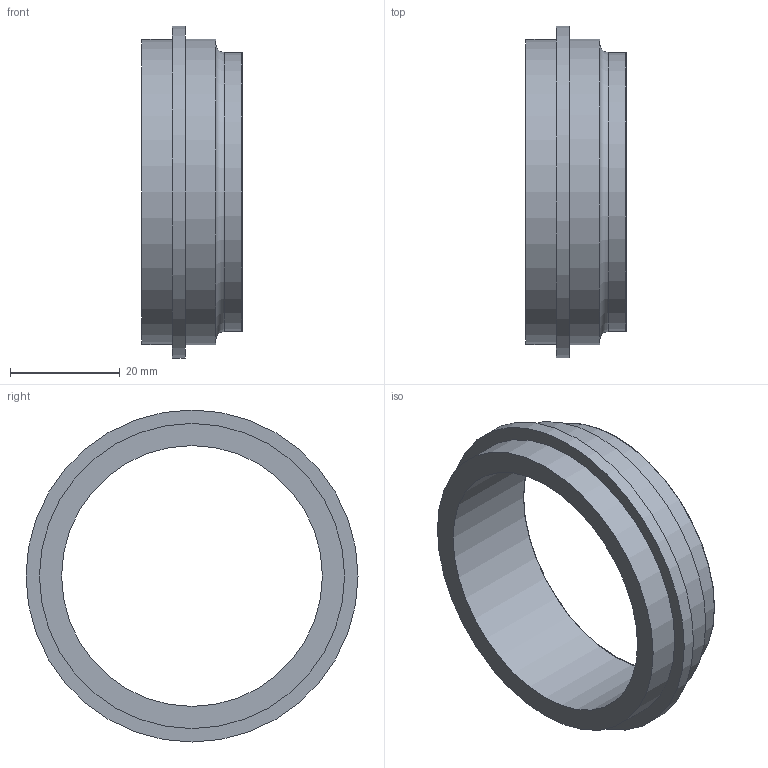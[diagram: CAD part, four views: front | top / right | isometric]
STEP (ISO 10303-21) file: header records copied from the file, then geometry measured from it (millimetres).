
FILE_DESCRIPTION(/* description */ (''),/* implementation_level */ '2;1');
FILE_NAME(/* name */ '14PRFJP-2.stp',/* time_stamp */ '2022-12-12T10:32:04-05:00',/* author */ ('ken'),/* organization */ (''),/* preprocessor_version */ 'ST-DEVELOPER v18.1',/* originating_system */ 'Autodesk Inventor 2020',/* authorisation */ '');
FILE_SCHEMA (('AUTOMOTIVE_DESIGN { 1 0 10303 214 3 1 1 }'));
Length unit declared in the file: inch
Products named in the file (1): 14PRFJP-2
Bounding box: 18.26 x 60.45 x 60.45 mm (x, y, z)
Volume: 11202.8 mm3; surface area: 7956 mm2
Topology: 1 solids, 1 shells, 13 faces, 37 edges, 29 vertices
Faces by surface type: plane 5, cylinder 5, torus 3
Full cylindrical faces by diameter (mm): 47.498 x1, 50.8 x1, 55.55 x1, 55.677 x1, 60.452 x1
Entity records: 514 total; most frequent: DIRECTION 97, CARTESIAN_POINT 80, ORIENTED_EDGE 74, AXIS2_PLACEMENT_3D 46, EDGE_CURVE 37, CIRCLE 32, VERTEX_POINT 29, EDGE_LOOP 18
